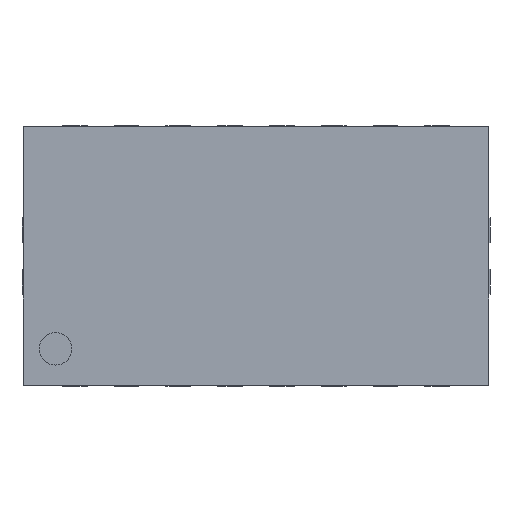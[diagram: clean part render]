
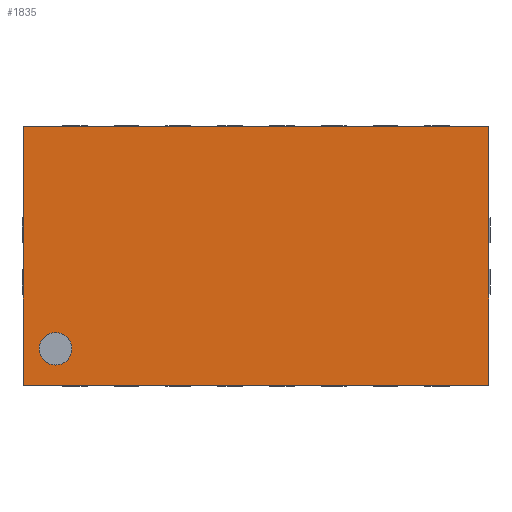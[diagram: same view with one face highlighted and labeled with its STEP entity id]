
A CAD part, top view. The second image highlights one B-rep face of the part: STEP entity #1835.
In plain terms, the highlighted planar face has unit normal (0, 0, 1).
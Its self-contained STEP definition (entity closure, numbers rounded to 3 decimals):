
#29 = DIRECTION ( 'NONE',  ( 1., 0., 0. ) ) ;
#61 = ORIENTED_EDGE ( 'NONE', *, *, #1435, .T. ) ;
#62 = CARTESIAN_POINT ( 'NONE',  ( -2.093, -0.897, 0.8 ) ) ;
#82 = VECTOR ( 'NONE', #29, 1000. ) ;
#164 = VERTEX_POINT ( 'NONE', #1188 ) ;
#487 = DIRECTION ( 'NONE',  ( -1., 0., 0. ) ) ;
#539 = AXIS2_PLACEMENT_3D ( 'NONE', #3091, #3110, #1151 ) ;
#567 = VERTEX_POINT ( 'NONE', #62 ) ;
#624 = FACE_OUTER_BOUND ( 'NONE', #2060, .T. ) ;
#654 = EDGE_CURVE ( 'NONE', #2248, #3095, #2096, .T. ) ;
#664 = AXIS2_PLACEMENT_3D ( 'NONE', #6143, #4615, #726 ) ;
#726 = DIRECTION ( 'NONE',  ( 1., 0., 0. ) ) ;
#936 = CARTESIAN_POINT ( 'NONE',  ( -2.25, 1.25, 0.8 ) ) ;
#1151 = DIRECTION ( 'NONE',  ( 1., 0., 0. ) ) ;
#1171 = EDGE_CURVE ( 'NONE', #567, #164, #6088, .T. ) ;
#1176 = CARTESIAN_POINT ( 'NONE',  ( 2.25, -1.25, 0.8 ) ) ;
#1188 = CARTESIAN_POINT ( 'NONE',  ( -1.779, -0.897, 0.8 ) ) ;
#1310 = EDGE_CURVE ( 'NONE', #164, #567, #4913, .T. ) ;
#1435 = EDGE_CURVE ( 'NONE', #3095, #1755, #4528, .T. ) ;
#1685 = LINE ( 'NONE', #936, #5729 ) ;
#1755 = VERTEX_POINT ( 'NONE', #1176 ) ;
#1835 = ADVANCED_FACE ( 'NONE', ( #5914, #624 ), #5709, .F. ) ;
#2060 = EDGE_LOOP ( 'NONE', ( #5164, #2915, #3246, #61 ) ) ;
#2096 = LINE ( 'NONE', #4940, #2544 ) ;
#2192 = CARTESIAN_POINT ( 'NONE',  ( 2.25, 1.25, 0.8 ) ) ;
#2248 = VERTEX_POINT ( 'NONE', #3443 ) ;
#2410 = VECTOR ( 'NONE', #3535, 1000. ) ;
#2493 = CARTESIAN_POINT ( 'NONE',  ( 2.25, -1.25, 0.8 ) ) ;
#2544 = VECTOR ( 'NONE', #5414, 1000. ) ;
#2915 = ORIENTED_EDGE ( 'NONE', *, *, #5996, .T. ) ;
#3091 = CARTESIAN_POINT ( 'NONE',  ( -1.936, -0.897, 0.8 ) ) ;
#3095 = VERTEX_POINT ( 'NONE', #4784 ) ;
#3110 = DIRECTION ( 'NONE',  ( 0., 0., 1. ) ) ;
#3210 = DIRECTION ( 'NONE',  ( -1., 0., 0. ) ) ;
#3246 = ORIENTED_EDGE ( 'NONE', *, *, #654, .T. ) ;
#3354 = EDGE_LOOP ( 'NONE', ( #3625, #5376 ) ) ;
#3443 = CARTESIAN_POINT ( 'NONE',  ( -2.25, 1.25, 0.8 ) ) ;
#3535 = DIRECTION ( 'NONE',  ( 0., 1., 0. ) ) ;
#3625 = ORIENTED_EDGE ( 'NONE', *, *, #1310, .F. ) ;
#3998 = VERTEX_POINT ( 'NONE', #2192 ) ;
#4446 = AXIS2_PLACEMENT_3D ( 'NONE', #5665, #6161, #3210 ) ;
#4528 = LINE ( 'NONE', #4869, #82 ) ;
#4615 = DIRECTION ( 'NONE',  ( 0., 0., 1. ) ) ;
#4784 = CARTESIAN_POINT ( 'NONE',  ( -2.25, -1.25, 0.8 ) ) ;
#4869 = CARTESIAN_POINT ( 'NONE',  ( -2.25, -1.25, 0.8 ) ) ;
#4913 = CIRCLE ( 'NONE', #664, 0.157 ) ;
#4940 = CARTESIAN_POINT ( 'NONE',  ( -2.25, -1.25, 0.8 ) ) ;
#5164 = ORIENTED_EDGE ( 'NONE', *, *, #6164, .T. ) ;
#5376 = ORIENTED_EDGE ( 'NONE', *, *, #1171, .F. ) ;
#5414 = DIRECTION ( 'NONE',  ( 0., -1., 0. ) ) ;
#5665 = CARTESIAN_POINT ( 'NONE',  ( 0., 0., 0.8 ) ) ;
#5709 = PLANE ( 'NONE',  #4446 ) ;
#5729 = VECTOR ( 'NONE', #487, 1000. ) ;
#5914 = FACE_BOUND ( 'NONE', #3354, .T. ) ;
#5996 = EDGE_CURVE ( 'NONE', #3998, #2248, #1685, .T. ) ;
#6088 = CIRCLE ( 'NONE', #539, 0.157 ) ;
#6143 = CARTESIAN_POINT ( 'NONE',  ( -1.936, -0.897, 0.8 ) ) ;
#6161 = DIRECTION ( 'NONE',  ( 0., 0., -1. ) ) ;
#6164 = EDGE_CURVE ( 'NONE', #1755, #3998, #6331, .T. ) ;
#6331 = LINE ( 'NONE', #2493, #2410 ) ;
